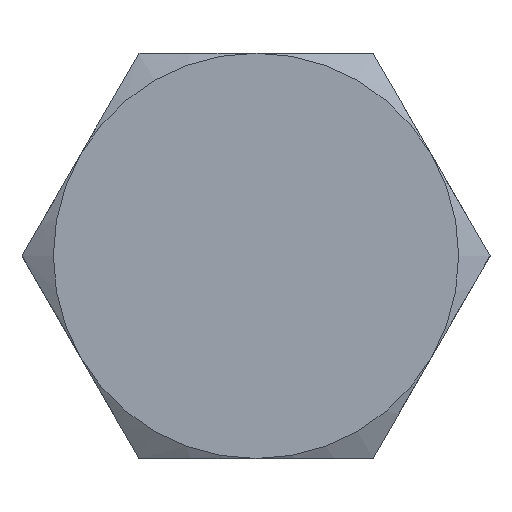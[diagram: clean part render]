
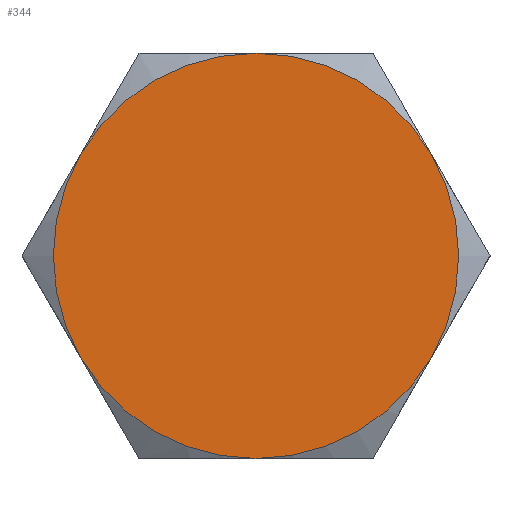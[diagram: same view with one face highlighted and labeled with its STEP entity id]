
A CAD part, top view. The second image highlights one B-rep face of the part: STEP entity #344.
In plain terms, the highlighted planar face has unit normal (0, 0, 1).
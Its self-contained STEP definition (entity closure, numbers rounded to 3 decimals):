
#102=CIRCLE('',#373,5.);
#103=CIRCLE('',#375,5.);
#104=CIRCLE('',#377,5.);
#105=CIRCLE('',#379,5.);
#106=CIRCLE('',#381,5.);
#107=CIRCLE('',#383,5.);
#168=ORIENTED_EDGE('',*,*,#213,.F.);
#169=ORIENTED_EDGE('',*,*,#212,.F.);
#170=ORIENTED_EDGE('',*,*,#211,.F.);
#171=ORIENTED_EDGE('',*,*,#210,.F.);
#172=ORIENTED_EDGE('',*,*,#215,.F.);
#173=ORIENTED_EDGE('',*,*,#214,.F.);
#210=EDGE_CURVE('',#229,#239,#102,.T.);
#211=EDGE_CURVE('',#239,#237,#103,.T.);
#212=EDGE_CURVE('',#237,#235,#104,.T.);
#213=EDGE_CURVE('',#235,#233,#105,.T.);
#214=EDGE_CURVE('',#233,#231,#106,.T.);
#215=EDGE_CURVE('',#231,#229,#107,.T.);
#229=VERTEX_POINT('',#550);
#231=VERTEX_POINT('',#563);
#233=VERTEX_POINT('',#575);
#235=VERTEX_POINT('',#587);
#237=VERTEX_POINT('',#599);
#239=VERTEX_POINT('',#611);
#283=EDGE_LOOP('',(#168,#169,#170,#171,#172,#173));
#309=FACE_BOUND('',#283,.T.);
#328=PLANE('',#384);
#344=ADVANCED_FACE('',(#309),#328,.F.);
#373=AXIS2_PLACEMENT_3D('',#617,#446,#447);
#375=AXIS2_PLACEMENT_3D('',#619,#450,#451);
#377=AXIS2_PLACEMENT_3D('',#621,#454,#455);
#379=AXIS2_PLACEMENT_3D('',#623,#458,#459);
#381=AXIS2_PLACEMENT_3D('',#625,#462,#463);
#383=AXIS2_PLACEMENT_3D('',#627,#466,#467);
#384=AXIS2_PLACEMENT_3D('',#628,#468,#469);
#446=DIRECTION('',(0.,0.,-1.));
#447=DIRECTION('',(-1.,0.,0.));
#450=DIRECTION('',(0.,0.,-1.));
#451=DIRECTION('',(-1.,0.,0.));
#454=DIRECTION('',(0.,0.,-1.));
#455=DIRECTION('',(-1.,0.,0.));
#458=DIRECTION('',(0.,0.,-1.));
#459=DIRECTION('',(-1.,0.,0.));
#462=DIRECTION('',(0.,0.,-1.));
#463=DIRECTION('',(-1.,0.,0.));
#466=DIRECTION('',(0.,0.,-1.));
#467=DIRECTION('',(-1.,0.,0.));
#468=DIRECTION('',(0.,0.,-1.));
#469=DIRECTION('',(-1.,0.,0.));
#550=CARTESIAN_POINT('',(4.33,-2.5,4.));
#563=CARTESIAN_POINT('',(4.33,2.5,4.));
#575=CARTESIAN_POINT('',(0.,5.,4.));
#587=CARTESIAN_POINT('',(-4.33,2.5,4.));
#599=CARTESIAN_POINT('',(-4.33,-2.5,4.));
#611=CARTESIAN_POINT('',(0.,-5.,4.));
#617=CARTESIAN_POINT('',(0.,0.,4.));
#619=CARTESIAN_POINT('',(0.,0.,4.));
#621=CARTESIAN_POINT('',(0.,0.,4.));
#623=CARTESIAN_POINT('',(0.,0.,4.));
#625=CARTESIAN_POINT('',(0.,0.,4.));
#627=CARTESIAN_POINT('',(0.,0.,4.));
#628=CARTESIAN_POINT('',(2.887,-5.,4.));
